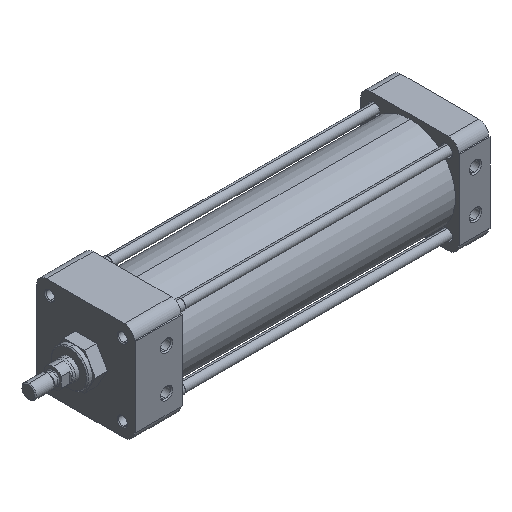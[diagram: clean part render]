
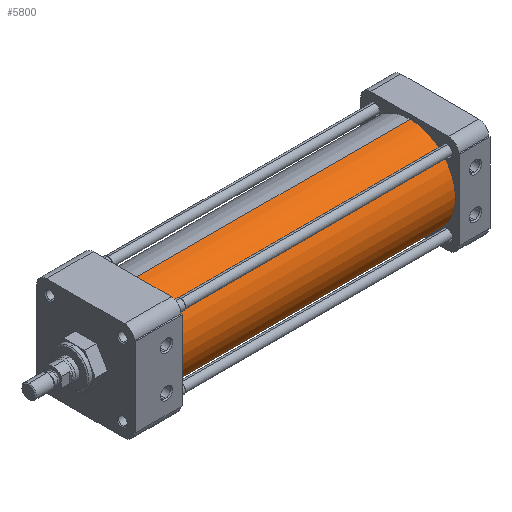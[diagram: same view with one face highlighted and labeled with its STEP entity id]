
A CAD part, isometric view. The second image highlights one B-rep face of the part: STEP entity #5800.
In plain terms, the highlighted cylindrical face has radius 34.925 mm (diameter 69.85 mm), a partial arc.
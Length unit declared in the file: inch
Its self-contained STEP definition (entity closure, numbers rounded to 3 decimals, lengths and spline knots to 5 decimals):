
#116 = VERTEX_POINT ( 'NONE', #2975 ) ;
#127 = AXIS2_PLACEMENT_3D ( 'NONE', #11321, #4564, #12445 ) ;
#942 = EDGE_CURVE ( 'NONE', #7669, #10583, #5302, .T. ) ;
#1037 = AXIS2_PLACEMENT_3D ( 'NONE', #5405, #7642, #5458 ) ;
#1652 = CARTESIAN_POINT ( 'NONE',  ( 9.826, 0., -1.375 ) ) ;
#2849 = EDGE_CURVE ( 'NONE', #116, #7669, #8213, .T. ) ;
#2872 = CYLINDRICAL_SURFACE ( 'NONE', #1037, 1.375 ) ;
#2975 = CARTESIAN_POINT ( 'NONE',  ( 1.42, 0., 1.375 ) ) ;
#3151 = CIRCLE ( 'NONE', #3804, 1.375 ) ;
#3394 = DIRECTION ( 'NONE',  ( 1., 0., 0. ) ) ;
#3539 = DIRECTION ( 'NONE',  ( -1., 0., 0. ) ) ;
#3804 = AXIS2_PLACEMENT_3D ( 'NONE', #10246, #3539, #11417 ) ;
#4564 = DIRECTION ( 'NONE',  ( 1., 0., 0. ) ) ;
#5240 = ORIENTED_EDGE ( 'NONE', *, *, #2849, .T. ) ;
#5302 = LINE ( 'NONE', #1652, #7916 ) ;
#5405 = CARTESIAN_POINT ( 'NONE',  ( 9.826, 0., 0. ) ) ;
#5458 = DIRECTION ( 'NONE',  ( 0., 0., -1. ) ) ;
#5800 = ADVANCED_FACE ( 'NONE', ( #7261 ), #2872, .T. ) ;
#6832 = CARTESIAN_POINT ( 'NONE',  ( 9.826, 0., 1.375 ) ) ;
#7261 = FACE_OUTER_BOUND ( 'NONE', #12127, .T. ) ;
#7642 = DIRECTION ( 'NONE',  ( 1., 0., 0. ) ) ;
#7669 = VERTEX_POINT ( 'NONE', #8751 ) ;
#7844 = VERTEX_POINT ( 'NONE', #11481 ) ;
#7916 = VECTOR ( 'NONE', #9531, 39.37008 ) ;
#8213 = CIRCLE ( 'NONE', #127, 1.375 ) ;
#8334 = EDGE_CURVE ( 'NONE', #10583, #7844, #3151, .T. ) ;
#8751 = CARTESIAN_POINT ( 'NONE',  ( 1.42, 0., -1.375 ) ) ;
#9364 = CARTESIAN_POINT ( 'NONE',  ( 9.826, 0., -1.375 ) ) ;
#9531 = DIRECTION ( 'NONE',  ( 1., 0., 0. ) ) ;
#9979 = LINE ( 'NONE', #6832, #13026 ) ;
#10246 = CARTESIAN_POINT ( 'NONE',  ( 9.826, 0., 0. ) ) ;
#10583 = VERTEX_POINT ( 'NONE', #9364 ) ;
#11321 = CARTESIAN_POINT ( 'NONE',  ( 1.42, 0., 0. ) ) ;
#11417 = DIRECTION ( 'NONE',  ( 0., 0., -1. ) ) ;
#11481 = CARTESIAN_POINT ( 'NONE',  ( 9.826, 0., 1.375 ) ) ;
#12127 = EDGE_LOOP ( 'NONE', ( #13898, #5240, #13731, #13079 ) ) ;
#12445 = DIRECTION ( 'NONE',  ( 0., 0., -1. ) ) ;
#12655 = EDGE_CURVE ( 'NONE', #116, #7844, #9979, .T. ) ;
#13026 = VECTOR ( 'NONE', #3394, 39.37008 ) ;
#13079 = ORIENTED_EDGE ( 'NONE', *, *, #8334, .T. ) ;
#13731 = ORIENTED_EDGE ( 'NONE', *, *, #942, .T. ) ;
#13898 = ORIENTED_EDGE ( 'NONE', *, *, #12655, .F. ) ;
